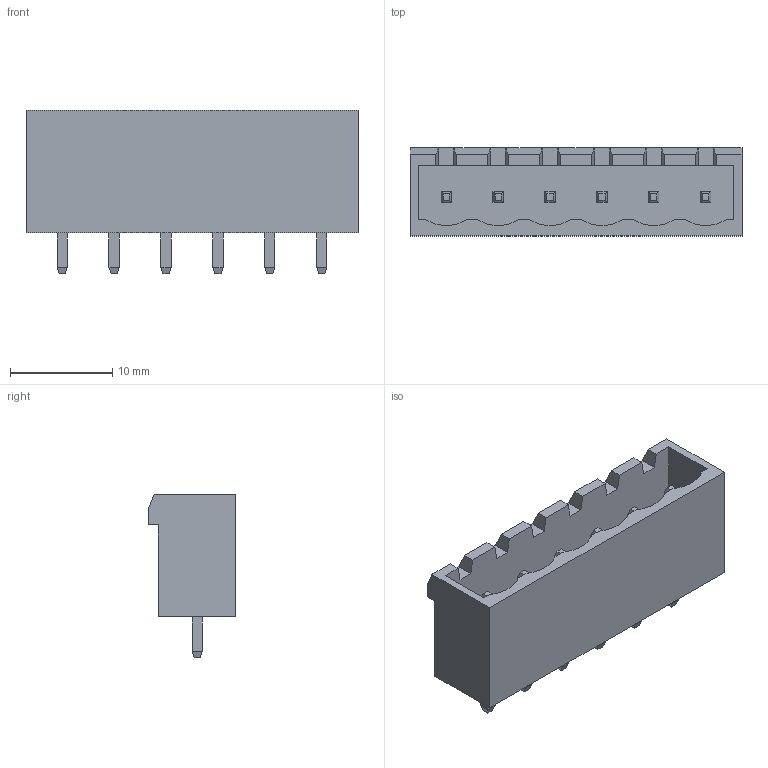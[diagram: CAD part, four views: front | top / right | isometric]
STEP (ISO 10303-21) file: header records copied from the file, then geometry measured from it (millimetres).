
FILE_DESCRIPTION(/* description */ ('model of PhoenixContact_MSTBVA-G_06x5.08mm_Vertical.'),/* implementation_level */ FILE_NAME(/* name */ 'PhoenixContact_MSTBVA-G_06x5.08mm_Vertical..stp',/* time_stamp */ '2017-02-24T00:31:47',/* author */ ('Rene Poeschl',''),/* organization */ (''),/* preprocessor_version */ '',/* originating_system */ '',/* authorisation */ '');
FILE_NAME(/* name */ 'PhoenixContact_MSTBVA-G_06x5.08mm_Vertical..stp',/* time_stamp */ '2017-02-24T00:31:47',/* author */ ('Rene Poeschl',''),/* organization */ (''),/* preprocessor_version */ '',/* originating_system */ '',/* authorisation */ '');
FILE_SCHEMA(('AUTOMOTIVE_DESIGN_CC2 { 1 2 10303 214 -1 1 5 4 }'));
Length unit declared in the file: millimetre
Products named in the file (1): MSTBVA_01x06_G_5_08mm
Bounding box: 32.48 x 8.6 x 16 mm (x, y, z)
Volume: 1609.5 mm3; surface area: 2371.8 mm2
Topology: 1 solids, 1 shells, 163 faces, 387 edges, 238 vertices
Faces by surface type: plane 157, cylinder 6
Entity records: 10598 total; most frequent: CARTESIAN_POINT 1683, DIRECTION 1381, LINE 1017, VECTOR 1017, ORIENTED_EDGE 774, PCURVE 774, DEFINITIONAL_REPRESENTATION 774, EDGE_CURVE 387
